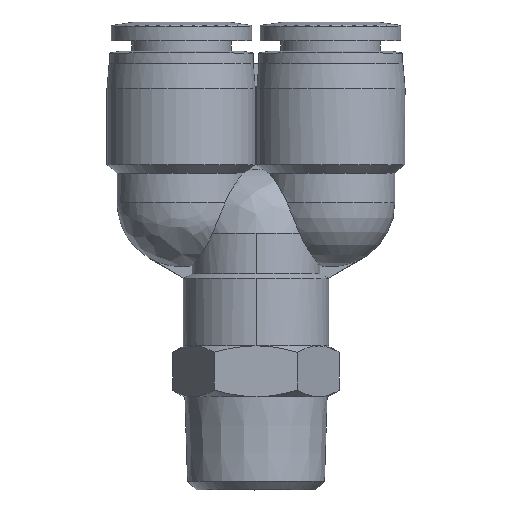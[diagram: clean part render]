
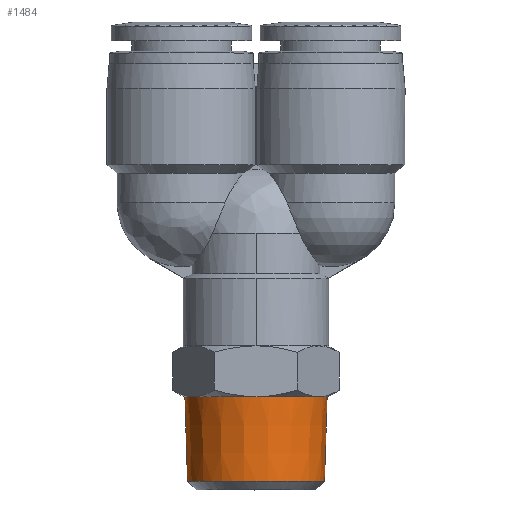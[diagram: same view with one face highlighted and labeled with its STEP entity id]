
A CAD part, top view. The second image highlights one B-rep face of the part: STEP entity #1484.
In plain terms, the highlighted conical face has half-angle 1.79 degrees and reference radius 8.4 mm.
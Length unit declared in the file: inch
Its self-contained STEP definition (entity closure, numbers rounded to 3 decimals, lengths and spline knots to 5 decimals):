
#219 = B_SPLINE_CURVE_WITH_KNOTS ( 'NONE', 3,
 ( #580, #1281, #6068, #1975, #6766, #2665, #7459, #3363, #8155, #4066, #8840, #4738, #618, #5413, #1316, #6098, #2004, #6801 ),
 .UNSPECIFIED., .F., .F.,
 ( 4, 2, 2, 2, 2, 2, 2, 2, 4 ),
 ( 0.5, 0.5625, 0.625, 0.6875, 0.75, 0.8125, 0.875, 0.9375, 1. ),
 .UNSPECIFIED. ) ;
#580 = CARTESIAN_POINT ( 'NONE',  ( 0.33071, -0.23622, 0. ) ) ;
#585 = EDGE_CURVE ( 'NONE', #4479, #1781, #7513, .T. ) ;
#586 = CARTESIAN_POINT ( 'NONE',  ( -0.33071, -0.23622, 0. ) ) ;
#618 = CARTESIAN_POINT ( 'NONE',  ( -0.20324, -0.23622, 0.26446 ) ) ;
#752 = DIRECTION ( 'NONE',  ( -1., 0., 0. ) ) ;
#1033 = AXIS2_PLACEMENT_3D ( 'NONE', #8784, #7402, #6011 ) ;
#1281 = CARTESIAN_POINT ( 'NONE',  ( 0.33071, -0.23622, 0.04329 ) ) ;
#1285 = CARTESIAN_POINT ( 'NONE',  ( -0.3184, -0.62994, 0. ) ) ;
#1316 = CARTESIAN_POINT ( 'NONE',  ( -0.28897, -0.23622, 0.16655 ) ) ;
#1400 = VECTOR ( 'NONE', #6597, 39.37008 ) ;
#1429 = CARTESIAN_POINT ( 'NONE',  ( 0., -0.23622, 0. ) ) ;
#1484 = ADVANCED_FACE ( 'NONE', ( #3482 ), #3135, .T. ) ;
#1781 = VERTEX_POINT ( 'NONE', #1285 ) ;
#1795 = VERTEX_POINT ( 'NONE', #586 ) ;
#1975 = CARTESIAN_POINT ( 'NONE',  ( 0.28897, -0.23622, 0.16655 ) ) ;
#1990 = AXIS2_PLACEMENT_3D ( 'NONE', #1429, #2124, #752 ) ;
#2004 = CARTESIAN_POINT ( 'NONE',  ( -0.33071, -0.23622, 0.04329 ) ) ;
#2124 = DIRECTION ( 'NONE',  ( 0., 1., 0. ) ) ;
#2169 = CARTESIAN_POINT ( 'NONE',  ( 0.33071, -0.23622, 0. ) ) ;
#2645 = ORIENTED_EDGE ( 'NONE', *, *, #5300, .F. ) ;
#2665 = CARTESIAN_POINT ( 'NONE',  ( 0.20324, -0.23622, 0.26446 ) ) ;
#3135 = CONICAL_SURFACE ( 'NONE', #1990, 0.33071, 0.031 ) ;
#3188 = EDGE_CURVE ( 'NONE', #4479, #5028, #7550, .T. ) ;
#3363 = CARTESIAN_POINT ( 'NONE',  ( 0.08656, -0.23622, 0.3221 ) ) ;
#3431 = ORIENTED_EDGE ( 'NONE', *, *, #3188, .T. ) ;
#3443 = LINE ( 'NONE', #5874, #1400 ) ;
#3482 = FACE_OUTER_BOUND ( 'NONE', #7060, .T. ) ;
#4066 = CARTESIAN_POINT ( 'NONE',  ( -0.04329, -0.23622, 0.33071 ) ) ;
#4136 = VECTOR ( 'NONE', #6327, 39.37008 ) ;
#4261 = ORIENTED_EDGE ( 'NONE', *, *, #8702, .T. ) ;
#4400 = CARTESIAN_POINT ( 'NONE',  ( 0.3184, -0.62994, 0. ) ) ;
#4479 = VERTEX_POINT ( 'NONE', #4400 ) ;
#4738 = CARTESIAN_POINT ( 'NONE',  ( -0.16655, -0.23622, 0.28897 ) ) ;
#4983 = CARTESIAN_POINT ( 'NONE',  ( 0.33071, -0.23622, 0. ) ) ;
#5028 = VERTEX_POINT ( 'NONE', #2169 ) ;
#5300 = EDGE_CURVE ( 'NONE', #1781, #1795, #3443, .T. ) ;
#5396 = ORIENTED_EDGE ( 'NONE', *, *, #585, .F. ) ;
#5413 = CARTESIAN_POINT ( 'NONE',  ( -0.26446, -0.23622, 0.20324 ) ) ;
#5874 = CARTESIAN_POINT ( 'NONE',  ( -0.33071, -0.23622, 0. ) ) ;
#6011 = DIRECTION ( 'NONE',  ( -1., 0., 0. ) ) ;
#6068 = CARTESIAN_POINT ( 'NONE',  ( 0.3221, -0.23622, 0.08656 ) ) ;
#6098 = CARTESIAN_POINT ( 'NONE',  ( -0.3221, -0.23622, 0.08656 ) ) ;
#6327 = DIRECTION ( 'NONE',  ( 0.031, 1., 0. ) ) ;
#6597 = DIRECTION ( 'NONE',  ( -0.031, 1., 0. ) ) ;
#6766 = CARTESIAN_POINT ( 'NONE',  ( 0.26446, -0.23622, 0.20324 ) ) ;
#6801 = CARTESIAN_POINT ( 'NONE',  ( -0.33071, -0.23622, 0. ) ) ;
#7060 = EDGE_LOOP ( 'NONE', ( #5396, #3431, #4261, #2645 ) ) ;
#7402 = DIRECTION ( 'NONE',  ( 0., -1., 0. ) ) ;
#7459 = CARTESIAN_POINT ( 'NONE',  ( 0.16655, -0.23622, 0.28897 ) ) ;
#7513 = CIRCLE ( 'NONE', #1033, 0.3184 ) ;
#7550 = LINE ( 'NONE', #4983, #4136 ) ;
#8155 = CARTESIAN_POINT ( 'NONE',  ( 0.04329, -0.23622, 0.33071 ) ) ;
#8702 = EDGE_CURVE ( 'NONE', #5028, #1795, #219, .T. ) ;
#8784 = CARTESIAN_POINT ( 'NONE',  ( 0., -0.62994, 0. ) ) ;
#8840 = CARTESIAN_POINT ( 'NONE',  ( -0.08656, -0.23622, 0.3221 ) ) ;
